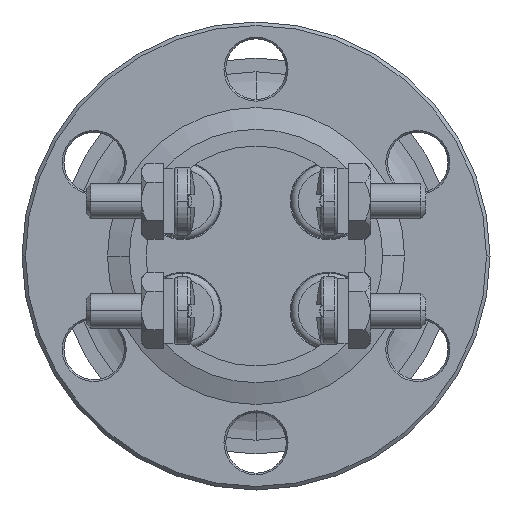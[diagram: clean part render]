
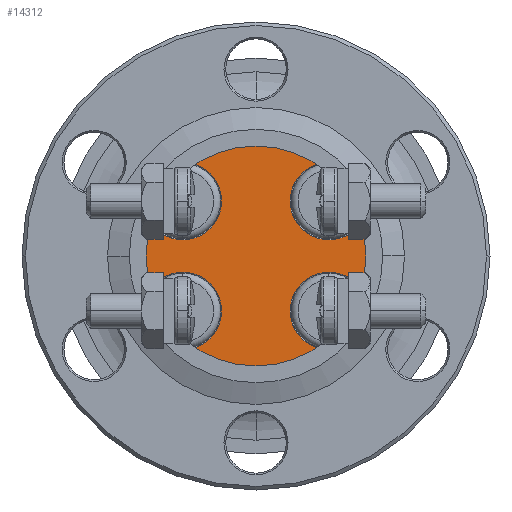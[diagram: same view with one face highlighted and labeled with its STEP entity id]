
A CAD part, left-side view. The second image highlights one B-rep face of the part: STEP entity #14312.
In plain terms, the highlighted face is planar.
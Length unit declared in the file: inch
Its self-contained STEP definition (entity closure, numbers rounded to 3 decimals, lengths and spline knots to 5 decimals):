
#2097 = CARTESIAN_POINT ( 'NONE',  ( 0.05, 0.208, -0.26598 ) ) ;
#2098 = DIRECTION ( 'NONE',  ( 0., 0., -1. ) ) ;
#2099 = DIRECTION ( 'NONE',  ( -1., 0., 0. ) ) ;
#2100 = CARTESIAN_POINT ( 'NONE',  ( 0.05, 0.208, -0.156 ) ) ;
#2101 = AXIS2_PLACEMENT_3D ( 'NONE', #2100, #2099, #2098 ) ;
#2102 = CIRCLE ( 'NONE', #2101, 0.10998 ) ;
#2134 = CARTESIAN_POINT ( 'NONE',  ( 0.05, -0.207, -0.26598 ) ) ;
#2135 = DIRECTION ( 'NONE',  ( 0., 0., -1. ) ) ;
#2136 = DIRECTION ( 'NONE',  ( -1., 0., 0. ) ) ;
#2137 = CARTESIAN_POINT ( 'NONE',  ( 0.05, -0.207, -0.156 ) ) ;
#2138 = AXIS2_PLACEMENT_3D ( 'NONE', #2137, #2136, #2135 ) ;
#2139 = CIRCLE ( 'NONE', #2138, 0.10998 ) ;
#2140 = CARTESIAN_POINT ( 'NONE',  ( 0.05, -0.207, -0.04602 ) ) ;
#2245 = CARTESIAN_POINT ( 'NONE',  ( 0.05, -0.207, 0.04602 ) ) ;
#2246 = DIRECTION ( 'NONE',  ( 0., 0., -1. ) ) ;
#2247 = DIRECTION ( 'NONE',  ( -1., 0., 0. ) ) ;
#2248 = CARTESIAN_POINT ( 'NONE',  ( 0.05, -0.207, 0.156 ) ) ;
#2249 = AXIS2_PLACEMENT_3D ( 'NONE', #2248, #2247, #2246 ) ;
#2250 = CIRCLE ( 'NONE', #2249, 0.10998 ) ;
#2251 = CARTESIAN_POINT ( 'NONE',  ( 0.05, -0.207, 0.26598 ) ) ;
#2279 = CARTESIAN_POINT ( 'NONE',  ( 0.05, 0.208, -0.04602 ) ) ;
#2286 = CARTESIAN_POINT ( 'NONE',  ( 0.05, 0.208, 0.04602 ) ) ;
#2287 = DIRECTION ( 'NONE',  ( 0., 0., -1. ) ) ;
#2288 = DIRECTION ( 'NONE',  ( -1., 0., 0. ) ) ;
#2289 = CARTESIAN_POINT ( 'NONE',  ( 0.05, 0.208, 0.156 ) ) ;
#2290 = AXIS2_PLACEMENT_3D ( 'NONE', #2289, #2288, #2287 ) ;
#2291 = CIRCLE ( 'NONE', #2290, 0.10998 ) ;
#2294 = CARTESIAN_POINT ( 'NONE',  ( 0.05, 0.208, 0.26598 ) ) ;
#2320 = CIRCLE ( 'NONE', #2383, 0.10998 ) ;
#2321 = DIRECTION ( 'NONE',  ( 0., 0., -1. ) ) ;
#2322 = DIRECTION ( 'NONE',  ( -1., 0., 0. ) ) ;
#2323 = CARTESIAN_POINT ( 'NONE',  ( 0.05, -0.207, 0.156 ) ) ;
#2324 = AXIS2_PLACEMENT_3D ( 'NONE', #2323, #2322, #2321 ) ;
#2325 = CIRCLE ( 'NONE', #2324, 0.10998 ) ;
#2351 = DIRECTION ( 'NONE',  ( 0., 0., -1. ) ) ;
#2352 = DIRECTION ( 'NONE',  ( 1., 0., 0. ) ) ;
#2353 = CARTESIAN_POINT ( 'NONE',  ( 0.05, 0., 0. ) ) ;
#2354 = AXIS2_PLACEMENT_3D ( 'NONE', #2353, #2352, #2351 ) ;
#2355 = CIRCLE ( 'NONE', #2354, 0.479 ) ;
#2356 = DIRECTION ( 'NONE',  ( 0., 0., -1. ) ) ;
#2357 = DIRECTION ( 'NONE',  ( -1., 0., 0. ) ) ;
#2358 = AXIS2_PLACEMENT_3D ( 'NONE', #2363, #2357, #2356 ) ;
#2359 = CIRCLE ( 'NONE', #2358, 0.10998 ) ;
#2360 = DIRECTION ( 'NONE',  ( 0., 0., -1. ) ) ;
#2361 = DIRECTION ( 'NONE',  ( 1., 0., 0. ) ) ;
#2362 = AXIS2_PLACEMENT_3D ( 'NONE', #2364, #2361, #2360 ) ;
#2363 = CARTESIAN_POINT ( 'NONE',  ( 0.05, -0.207, -0.156 ) ) ;
#2364 = CARTESIAN_POINT ( 'NONE',  ( 0.05, 0., 0. ) ) ;
#2365 = PLANE ( 'NONE',  #2362 ) ;
#2366 = FACE_OUTER_BOUND ( 'NONE', #14303, .T. ) ;
#2367 = FACE_BOUND ( 'NONE', #14299, .T. ) ;
#2368 = FACE_BOUND ( 'NONE', #14319, .T. ) ;
#2369 = FACE_BOUND ( 'NONE', #14317, .T. ) ;
#2370 = FACE_BOUND ( 'NONE', #14313, .T. ) ;
#2376 = DIRECTION ( 'NONE',  ( 0., 0., -1. ) ) ;
#2377 = DIRECTION ( 'NONE',  ( 1., 0., 0. ) ) ;
#2378 = AXIS2_PLACEMENT_3D ( 'NONE', #2384, #2377, #2376 ) ;
#2379 = CIRCLE ( 'NONE', #2378, 0.479 ) ;
#2380 = DIRECTION ( 'NONE',  ( 0., 0., -1. ) ) ;
#2381 = DIRECTION ( 'NONE',  ( -1., 0., 0. ) ) ;
#2382 = CARTESIAN_POINT ( 'NONE',  ( 0.05, 0.208, 0.156 ) ) ;
#2383 = AXIS2_PLACEMENT_3D ( 'NONE', #2382, #2381, #2380 ) ;
#2384 = CARTESIAN_POINT ( 'NONE',  ( 0.05, 0., 0. ) ) ;
#2414 = CARTESIAN_POINT ( 'NONE',  ( 0.05, 0., 0.479 ) ) ;
#2415 = CARTESIAN_POINT ( 'NONE',  ( 0.05, 0., -0.479 ) ) ;
#2472 = DIRECTION ( 'NONE',  ( 0., 0., -1. ) ) ;
#2473 = DIRECTION ( 'NONE',  ( -1., 0., 0. ) ) ;
#2474 = CARTESIAN_POINT ( 'NONE',  ( 0.05, 0.208, -0.156 ) ) ;
#2475 = AXIS2_PLACEMENT_3D ( 'NONE', #2474, #2473, #2472 ) ;
#2476 = CIRCLE ( 'NONE', #2475, 0.10998 ) ;
#14180 = EDGE_CURVE ( 'NONE', #14181, #14256, #2102, .T. ) ;
#14181 = VERTEX_POINT ( 'NONE', #2097 ) ;
#14196 = VERTEX_POINT ( 'NONE', #2140 ) ;
#14198 = EDGE_CURVE ( 'NONE', #14199, #14196, #2139, .T. ) ;
#14199 = VERTEX_POINT ( 'NONE', #2134 ) ;
#14241 = VERTEX_POINT ( 'NONE', #2251 ) ;
#14243 = EDGE_CURVE ( 'NONE', #14244, #14241, #2250, .T. ) ;
#14244 = VERTEX_POINT ( 'NONE', #2245 ) ;
#14256 = VERTEX_POINT ( 'NONE', #2279 ) ;
#14281 = VERTEX_POINT ( 'NONE', #2294 ) ;
#14283 = EDGE_CURVE ( 'NONE', #14284, #14281, #2291, .T. ) ;
#14284 = VERTEX_POINT ( 'NONE', #2286 ) ;
#14298 = EDGE_CURVE ( 'NONE', #14241, #14244, #2325, .T. ) ;
#14299 = EDGE_LOOP ( 'NONE', ( #14300, #14301 ) ) ;
#14300 = ORIENTED_EDGE ( 'NONE', *, *, #14283, .T. ) ;
#14301 = ORIENTED_EDGE ( 'NONE', *, *, #14302, .T. ) ;
#14302 = EDGE_CURVE ( 'NONE', #14281, #14284, #2320, .T. ) ;
#14303 = EDGE_LOOP ( 'NONE', ( #14304, #14305 ) ) ;
#14304 = ORIENTED_EDGE ( 'NONE', *, *, #14308, .T. ) ;
#14305 = ORIENTED_EDGE ( 'NONE', *, *, #14321, .T. ) ;
#14308 = EDGE_CURVE ( 'NONE', #14323, #14322, #2379, .T. ) ;
#14312 = ADVANCED_FACE ( 'NONE', ( #2370, #2369, #2368, #2367, #2366 ), #2365, .T. ) ;
#14313 = EDGE_LOOP ( 'NONE', ( #14314, #14315 ) ) ;
#14314 = ORIENTED_EDGE ( 'NONE', *, *, #14198, .T. ) ;
#14315 = ORIENTED_EDGE ( 'NONE', *, *, #14316, .T. ) ;
#14316 = EDGE_CURVE ( 'NONE', #14196, #14199, #2359, .T. ) ;
#14317 = EDGE_LOOP ( 'NONE', ( #14318, #14372 ) ) ;
#14318 = ORIENTED_EDGE ( 'NONE', *, *, #14180, .T. ) ;
#14319 = EDGE_LOOP ( 'NONE', ( #14374, #14375 ) ) ;
#14321 = EDGE_CURVE ( 'NONE', #14322, #14323, #2355, .T. ) ;
#14322 = VERTEX_POINT ( 'NONE', #2415 ) ;
#14323 = VERTEX_POINT ( 'NONE', #2414 ) ;
#14372 = ORIENTED_EDGE ( 'NONE', *, *, #14373, .T. ) ;
#14373 = EDGE_CURVE ( 'NONE', #14256, #14181, #2476, .T. ) ;
#14374 = ORIENTED_EDGE ( 'NONE', *, *, #14243, .T. ) ;
#14375 = ORIENTED_EDGE ( 'NONE', *, *, #14298, .T. ) ;
